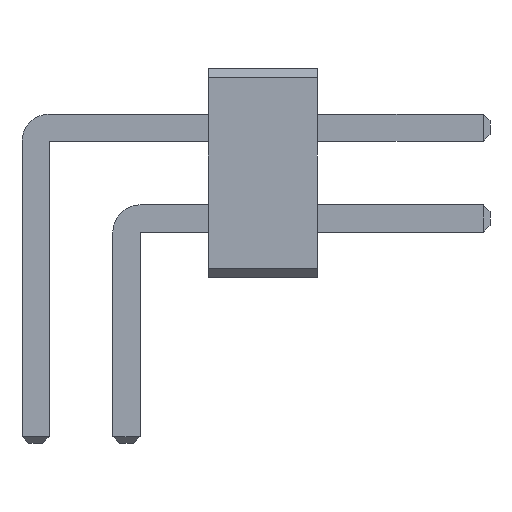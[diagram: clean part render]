
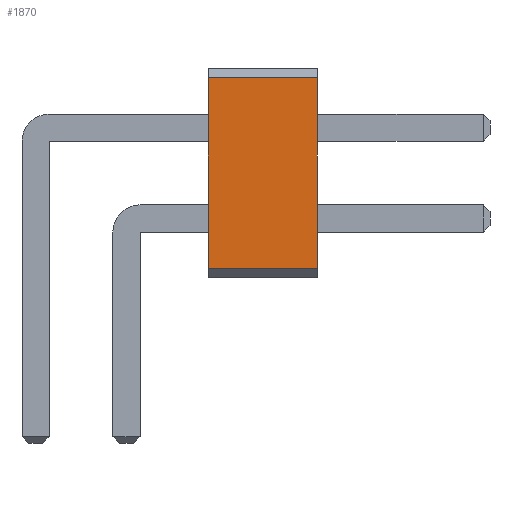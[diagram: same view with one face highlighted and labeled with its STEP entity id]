
A CAD part, front view. The second image highlights one B-rep face of the part: STEP entity #1870.
In plain terms, the highlighted planar face has unit normal (0, -1, 0).
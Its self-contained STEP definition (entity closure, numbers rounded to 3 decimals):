
#13=DIRECTION('',(0.,0.,1.));
#27=VECTOR('',#28,1.);
#28=DIRECTION('',(1.,0.,0.));
#57=DIRECTION('',(0.,-1.,0.));
#1857=VERTEX_POINT('',#1858);
#1858=CARTESIAN_POINT('',(3.1,-31.5,0.1));
#1861=EDGE_CURVE('',#1862,#1857,#1864,.T.);
#1862=VERTEX_POINT('',#1863);
#1863=CARTESIAN_POINT('',(1.9,-31.5,0.1));
#1864=LINE('',#1863,#27);
#1870=ADVANCED_FACE('',(#1871),#1888,.T.);
#1871=FACE_BOUND('',#1872,.T.);
#1872=EDGE_LOOP('',(#1873,#1874,#1880,#1885));
#1873=ORIENTED_EDGE('',*,*,#1861,.T.);
#1874=ORIENTED_EDGE('',*,*,#1875,.T.);
#1875=EDGE_CURVE('',#1857,#1876,#1878,.T.);
#1876=VERTEX_POINT('',#1877);
#1877=CARTESIAN_POINT('',(3.1,-31.5,2.2));
#1878=LINE('',#1858,#1879);
#1879=VECTOR('',#13,1.);
#1880=ORIENTED_EDGE('',*,*,#1881,.F.);
#1881=EDGE_CURVE('',#1882,#1876,#1884,.T.);
#1882=VERTEX_POINT('',#1883);
#1883=CARTESIAN_POINT('',(1.9,-31.5,2.2));
#1884=LINE('',#1883,#27);
#1885=ORIENTED_EDGE('',*,*,#1886,.F.);
#1886=EDGE_CURVE('',#1862,#1882,#1887,.T.);
#1887=LINE('',#1863,#1879);
#1888=PLANE('',#1889);
#1889=AXIS2_PLACEMENT_3D('',#1863,#57,#13);
